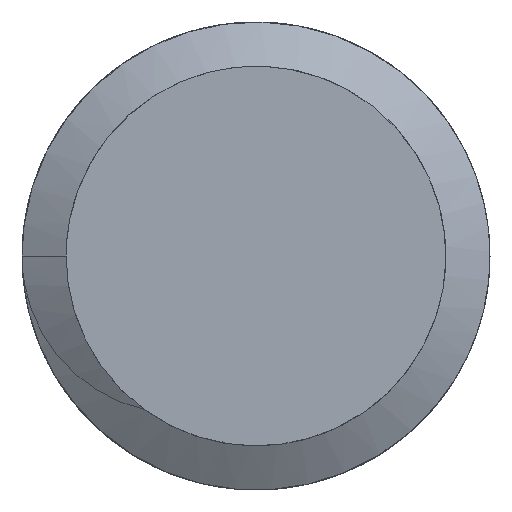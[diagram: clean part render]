
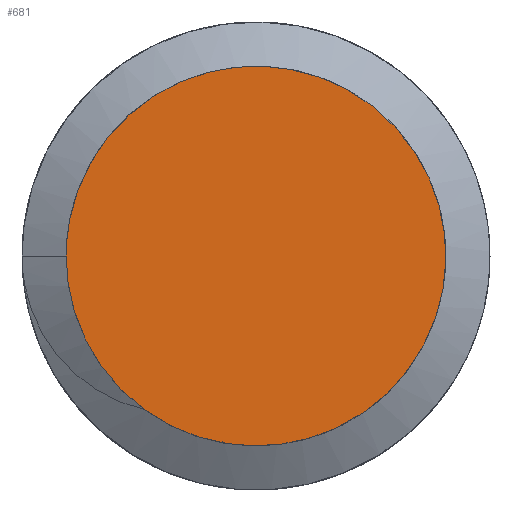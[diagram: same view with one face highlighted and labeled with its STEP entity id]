
A CAD part, left-side view. The second image highlights one B-rep face of the part: STEP entity #681.
In plain terms, the highlighted free-form (B-spline) face has degree [1, 1] with [2, 2] control points.
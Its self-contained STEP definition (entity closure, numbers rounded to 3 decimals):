
#660=CARTESIAN_POINT('',(0.,-10.05,10.05));
#661=CARTESIAN_POINT('',(0.,-10.05,-10.05));
#662=CARTESIAN_POINT('',(0.,10.05,10.05));
#663=CARTESIAN_POINT('',(0.,10.05,-10.05));
#664=B_SPLINE_SURFACE_WITH_KNOTS('',1,1,((#660,#661),(#662,#663)),.PLANE_SURF.,.F.,.F.,.U.,(2,2),(2,2),(-1.,2.),(-1.,2.),.UNSPECIFIED.);
#665=CARTESIAN_POINT('',(0.,3.35,0.));
#666=VERTEX_POINT('',#665);
#667=CARTESIAN_POINT('',(0.,3.35,0.));
#668=CARTESIAN_POINT('',(0.,3.35,-3.35));
#669=CARTESIAN_POINT('',(0.,0.,-3.35));
#670=CARTESIAN_POINT('',(0.,-3.35,-3.35));
#671=CARTESIAN_POINT('',(0.,-3.35,0.));
#672=CARTESIAN_POINT('',(0.,-3.35,3.35));
#673=CARTESIAN_POINT('',(0.,0.,3.35));
#674=CARTESIAN_POINT('',(0.,3.35,3.35));
#675=CARTESIAN_POINT('',(0.,3.35,0.));
#676=(BOUNDED_CURVE()B_SPLINE_CURVE(2,(#667,#668,#669,#670,#671,#672,#673,#674,#675),.CIRCULAR_ARC.,.T.,.U.)B_SPLINE_CURVE_WITH_KNOTS((3,2,2,2,3),(0.,0.25,0.5,0.75,1.),.UNSPECIFIED.)CURVE()GEOMETRIC_REPRESENTATION_ITEM()RATIONAL_B_SPLINE_CURVE((1.,0.707,1.,0.707,1.,0.707,1.,0.707,1.))REPRESENTATION_ITEM(''));
#677=EDGE_CURVE('',#666,#666,#676,.T.);
#678=ORIENTED_EDGE('',*,*,#677,.T.);
#679=EDGE_LOOP('',(#678));
#680=FACE_OUTER_BOUND('',#679,.T.);
#681=ADVANCED_FACE('',(#680),#664,.T.);
